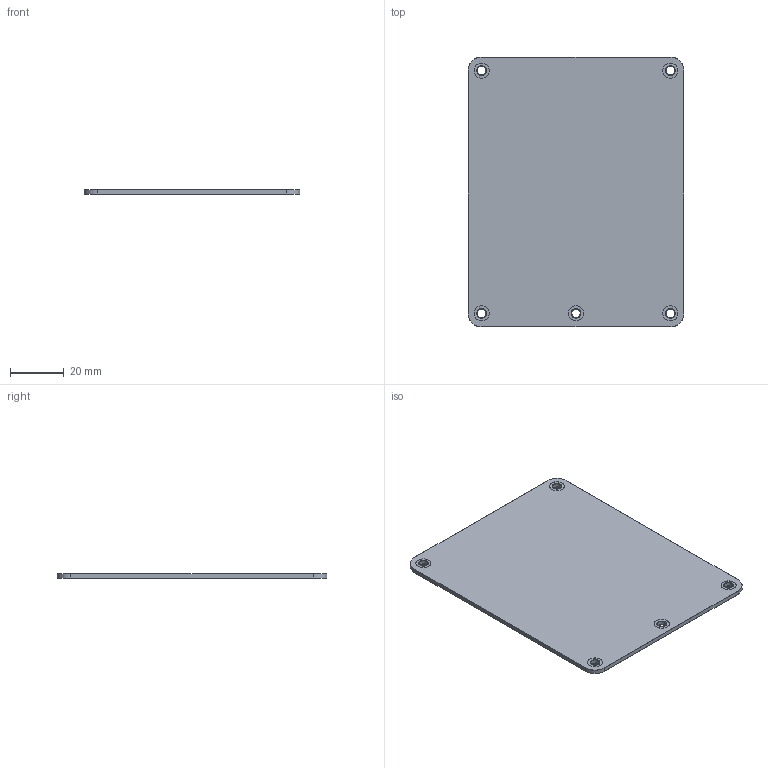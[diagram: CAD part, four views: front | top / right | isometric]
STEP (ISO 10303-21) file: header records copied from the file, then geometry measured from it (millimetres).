
FILE_DESCRIPTION(('KiCad electronic assembly'),'2;1');
FILE_NAME('bottom_plate.step','2025-05-21T22:28:42',('Pcbnew'),('Kicad') ,'Open CASCADE STEP processor 7.8','KiCad to STEP converter','Unknown' );
FILE_SCHEMA(('AUTOMOTIVE_DESIGN { 1 0 10303 214 1 1 1 1 }'));
Length unit declared in the file: millimetre
Products named in the file (5): bottom_plate 1; big_muff_pi_bottom_plate_pad; big_muff_pi_bottom_plate_silkscreen; big_muff_pi_bottom_plate_soldermask; big_muff_pi_bottom_plate_PCB
Assembly tree (4 placements, depth 2):
  bottom_plate 1
    big_muff_pi_bottom_plate_pad
    big_muff_pi_bottom_plate_silkscreen
    big_muff_pi_bottom_plate_soldermask
    big_muff_pi_bottom_plate_PCB
Bounding box: 80 x 100 x 1.64 mm (x, y, z)
Volume: 11996.5 mm3; surface area: 32922.3 mm2
Topology: 26 solids, 96 shells, 185 faces, 1754 edges, 1691 vertices
Faces by surface type: plane 126, cylinder 59
Full cylindrical faces by diameter (mm): 3.15 x25, 3.2 x10, 3.6 x10, 5.6 x10
Entity records: 17109 total; most frequent: CARTESIAN_POINT 3635, DIRECTION 2510, ORIENTED_EDGE 1943, EDGE_CURVE 1754, VERTEX_POINT 1691, LINE 1378, VECTOR 1378, AXIS2_PLACEMENT_3D 566
